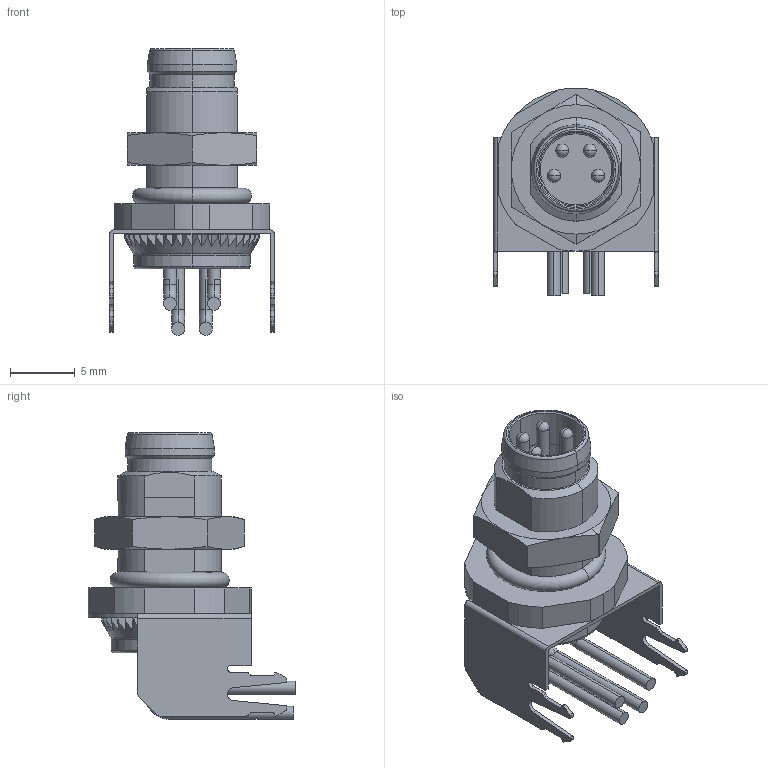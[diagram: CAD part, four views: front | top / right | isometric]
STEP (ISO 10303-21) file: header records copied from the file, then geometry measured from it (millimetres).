
FILE_DESCRIPTION (( 'STEP AP214' ), '1' );
FILE_NAME ('M8.MALE.PNLREAR.4POS.RA.PCBSTND.SHLD.STEP', '2022-07-10T16:43:37', ( '' ), ( '' ), 'SwSTEP 2.0', 'SolidWorks 2019', '' );
FILE_SCHEMA (( 'AUTOMOTIVE_DESIGN' ));
Length unit declared in the file: millimetre
Products named in the file (1): M8.MALE.PNLREAR.4POS.RA.PCBSTND.SHLD
Bounding box: 12.76 x 16.05 x 22.15 mm (x, y, z)
Volume: 1076.6 mm3; surface area: 2324.2 mm2
Topology: 16 solids, 16 shells, 492 faces, 1349 edges, 880 vertices
Faces by surface type: plane 256, cylinder 182, torus 24, cone 22, sphere 8
Entity records: 16058 total; most frequent: CARTESIAN_POINT 3594, ORIENTED_EDGE 2666, DIRECTION 2491, EDGE_CURVE 1333, VERTEX_POINT 872, AXIS2_PLACEMENT_3D 853, VECTOR 785, LINE 785
